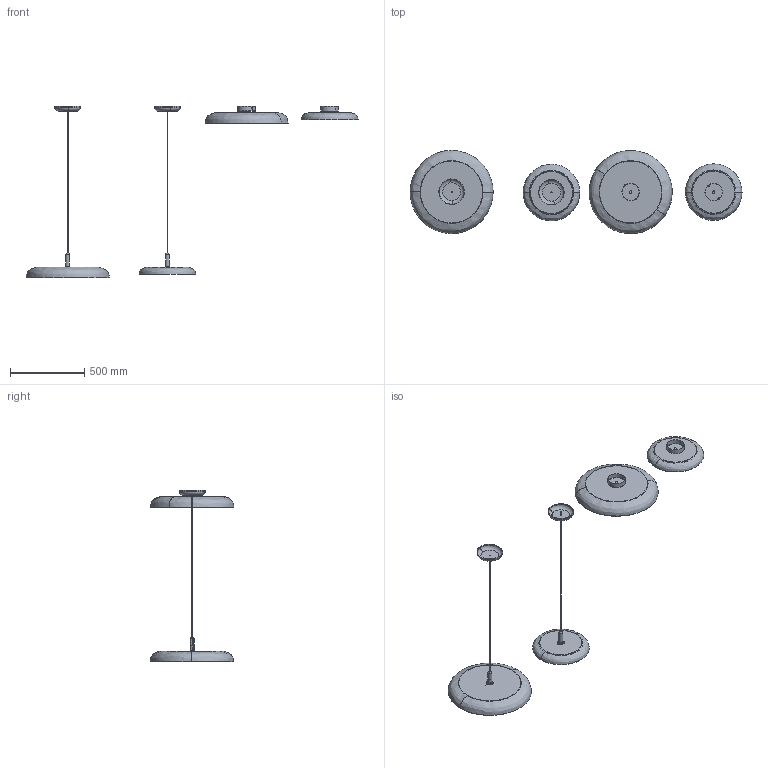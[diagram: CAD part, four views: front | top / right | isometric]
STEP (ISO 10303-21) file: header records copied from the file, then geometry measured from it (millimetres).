
FILE_DESCRIPTION (( 'STEP AP214' ), '1' );
FILE_NAME ('NIVEL PENDANT SHARE CAD.STEP', '2022-08-12T23:59:58', ( '' ), ( '' ), 'SwSTEP 2.0', 'SolidWorks 2019', '' );
FILE_SCHEMA (( 'AUTOMOTIVE_DESIGN' ));
Length unit declared in the file: inch
Products named in the file (1): NIVEL PENDANT SHARE CAD
Bounding box: 2234.68 x 561.53 x 1152.71 mm (x, y, z)
Surface area: 2474341.4 mm2 (no closed solid volume)
Topology: 0 solids, 46 shells, 239 faces, 1623 edges, 1422 vertices
Faces by surface type: cylinder 80, torus 55, plane 47, bspline 43, cone 8, sphere 6
Entity records: 29311 total; most frequent: CARTESIAN_POINT 14721, DIRECTION 2277, ORIENTED_EDGE 2038, EDGE_CURVE 1623, VERTEX_POINT 1422, AXIS2_PLACEMENT_3D 877, CIRCLE 680, VECTOR 523
